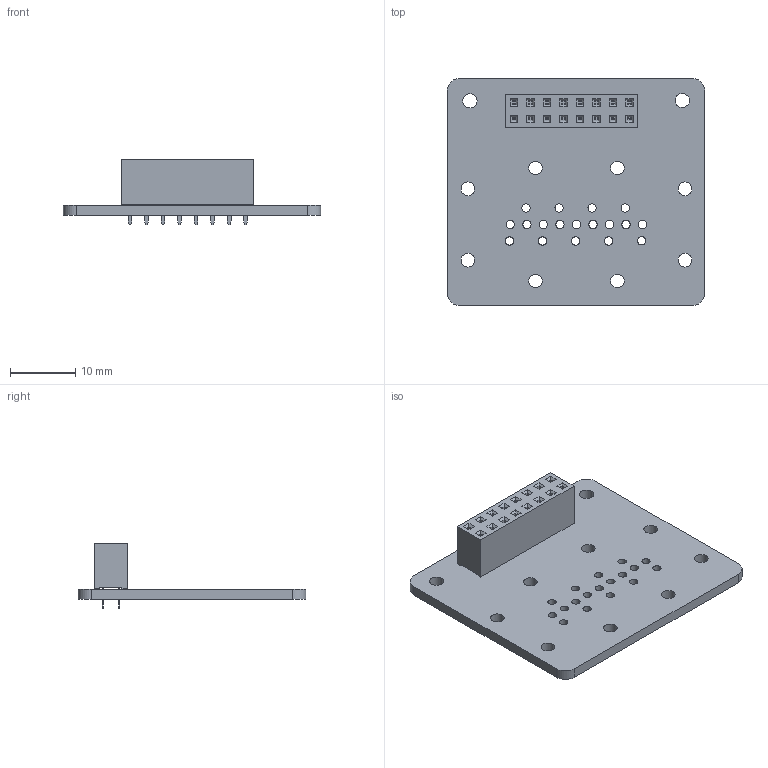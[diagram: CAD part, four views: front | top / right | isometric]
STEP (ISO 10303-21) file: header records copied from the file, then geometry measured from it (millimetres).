
FILE_DESCRIPTION(('KiCad electronic assembly'),'2;1');
FILE_NAME('Nozzle-connector.step','2022-03-26T10:27:37',('An Author'),( 'A Company'),'Open CASCADE STEP processor 7.5', 'KiCad to STEP converter','Unknown');
FILE_SCHEMA(('AUTOMOTIVE_DESIGN { 1 0 10303 214 1 1 1 1 }'));
Length unit declared in the file: millimetre
Products named in the file (4): Open CASCADE STEP translator 7.5 1; PinSocket_2x08_P2.54mm_Vertical; SOLID; COMPOUND
Assembly tree (3 placements, depth 3):
  Open CASCADE STEP translator 7.5 1
    PinSocket_2x08_P2.54mm_Vertical
      SOLID
    COMPOUND
Bounding box: 39.6 x 35 x 10.1 mm (x, y, z)
Volume: 2778.4 mm3; surface area: 4057.3 mm2
Topology: 2 solids, 2 shells, 560 faces, 1460 edges, 952 vertices
Faces by surface type: plane 512, cylinder 48
Full cylindrical faces by diameter (mm): 1 x16, 1.27 x18, 2.1 x8, 2.2 x2
Entity records: 39590 total; most frequent: CARTESIAN_POINT 5896, DIRECTION 5604, LINE 4188, VECTOR 4188, ORIENTED_EDGE 2920, PCURVE 2920, DEFINITIONAL_REPRESENTATION 2920, EDGE_CURVE 1460
